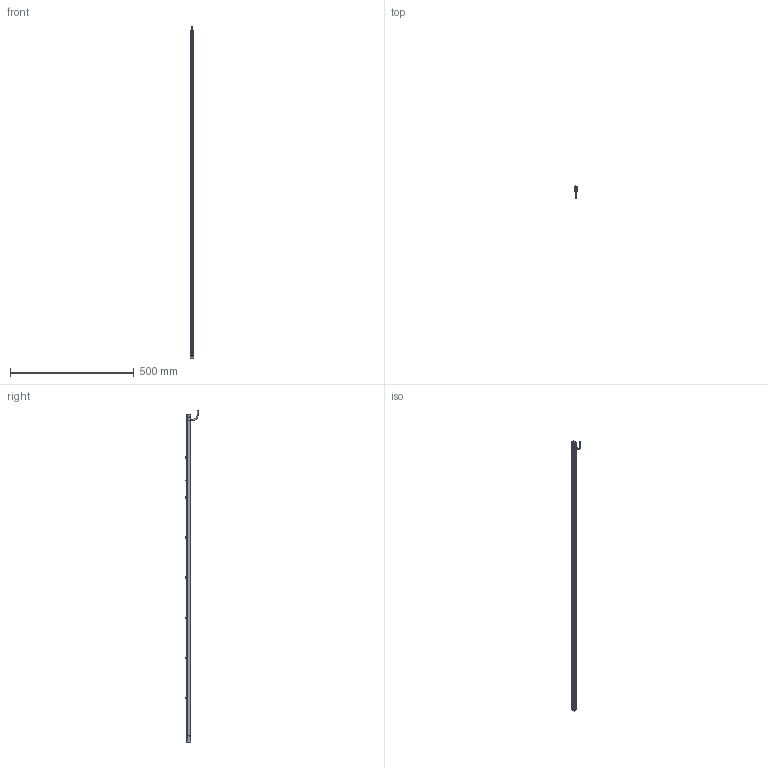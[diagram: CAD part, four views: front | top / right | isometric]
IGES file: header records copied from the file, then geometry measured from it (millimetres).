
Start section:  PTC IGES file: 217853_sm01.igs
Global section: file name: 217853_sm01.igs; native system: Creo Parametric by PTC Inc.; preprocessor: 2019292; author: PDMAdmin; organization: Unknown; date: 20220714.143846; units: millimetre
Bounding box: 12.81 x 49.18 x 1340.48 mm (x, y, z)
Volume: 75205.6 mm3; surface area: 576690.5 mm2
Topology: 4 solids, 4 shells, 2802 faces, 13920 edges, 17120 vertices
Faces by surface type: bspline 1740, revolution 1034, extrusion 28
